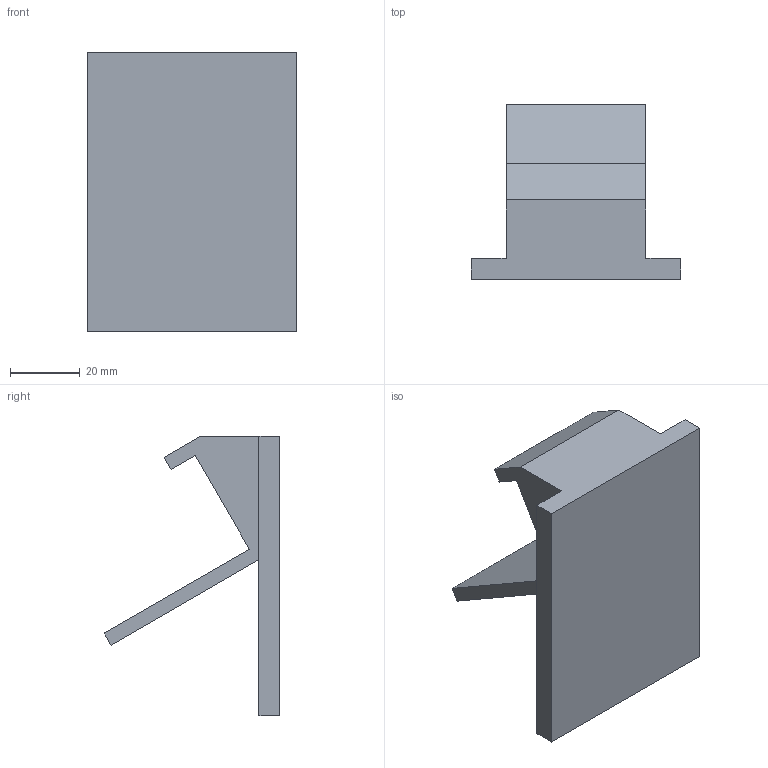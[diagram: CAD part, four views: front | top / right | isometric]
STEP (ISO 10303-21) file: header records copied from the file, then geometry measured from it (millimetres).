
FILE_DESCRIPTION (( 'STEP AP214' ), '1' );
FILE_NAME ('HolderBase.STEP', '2025-06-01T10:53:56', ( '' ), ( '' ), 'SwSTEP 2.0', 'SolidWorks 2025', '' );
FILE_SCHEMA (( 'AUTOMOTIVE_DESIGN' ));
Length unit declared in the file: millimetre
Products named in the file (1): HolderBase
Bounding box: 60 x 50.3 x 80 mm (x, y, z)
Volume: 32697.1 mm3; surface area: 28693.4 mm2
Topology: 1 solids, 2 shells, 26 faces, 66 edges, 44 vertices
Faces by surface type: plane 26
Entity records: 791 total; most frequent: CARTESIAN_POINT 137, ORIENTED_EDGE 132, DIRECTION 120, LINE 66, EDGE_CURVE 66, VECTOR 66, VERTEX_POINT 44, AXIS2_PLACEMENT_3D 27
